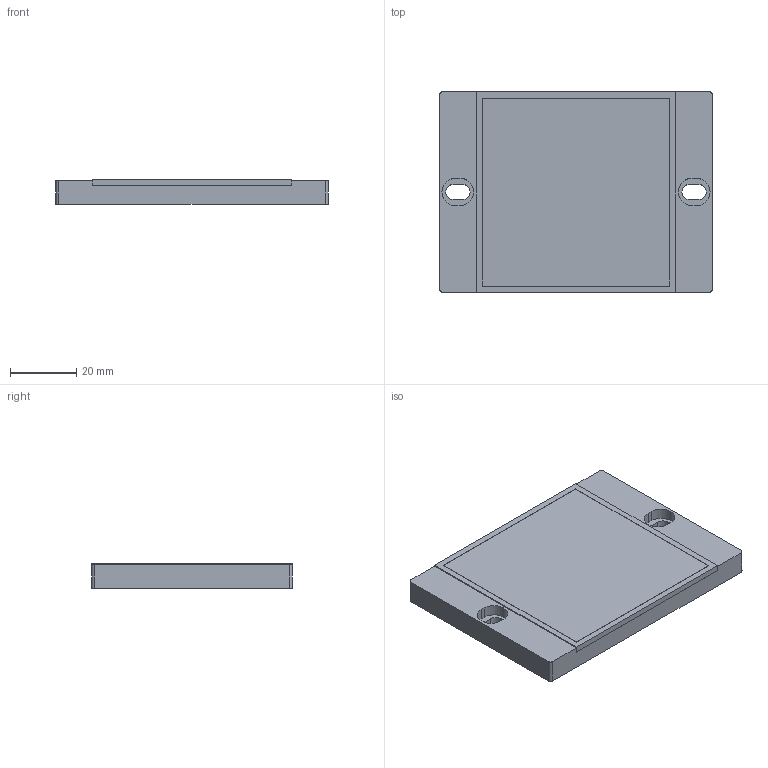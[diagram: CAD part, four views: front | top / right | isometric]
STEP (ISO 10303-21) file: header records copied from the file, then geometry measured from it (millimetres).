
FILE_DESCRIPTION((''),'2;1');
FILE_NAME('M605-20_CB_K04','2017-06-12T',('cmozuch'),(''),'PRO/ENGINEER BY PARAMETRIC TECHNOLOGY CORPORATION, 2015440','PRO/ENGINEER BY PARAMETRIC TECHNOLOGY CORPORATION, 2015440','');
FILE_SCHEMA(('CONFIG_CONTROL_DESIGN'));
Length unit declared in the file: millimetre
Products named in the file (1): M605-20_CB_K04
Bounding box: 82 x 60.46 x 7.5 mm (x, y, z)
Volume: 31778.7 mm3; surface area: 13688.1 mm2
Topology: 1 solids, 1 shells, 61 faces, 156 edges, 104 vertices
Faces by surface type: plane 49, cylinder 12
Entity records: 2660 total; most frequent: CARTESIAN_POINT 321, ORIENTED_EDGE 312, DIRECTION 302, EDGE_CURVE 156, VECTOR 132, LINE 132, FILL_AREA_STYLE_COLOUR 120, FILL_AREA_STYLE 120
